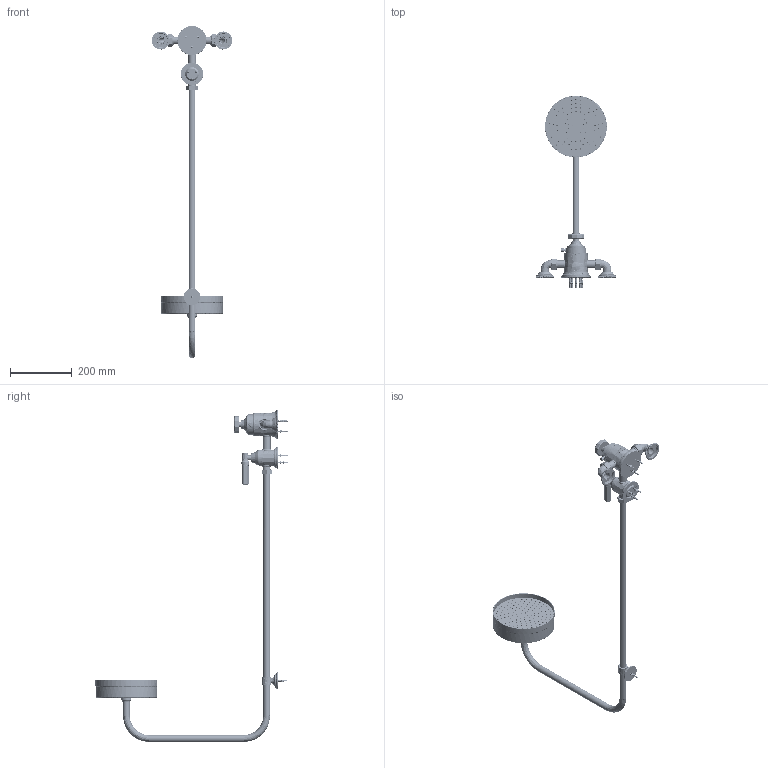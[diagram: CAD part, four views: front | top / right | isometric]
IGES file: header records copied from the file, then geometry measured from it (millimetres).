
Global section: file name: V6KA7DL; native system: Autodesk Inventor 2014; preprocessor: unknown; author: adaniels; date: 20131128.112204; units: millimetre
Bounding box: 260.6 x 625.1 x 1073.99 mm (x, y, z)
Volume: 2212928.3 mm3; surface area: 647545.9 mm2
Topology: 113 solids, 117 shells, 6199 faces, 16405 edges, 10813 vertices
Faces by surface type: bspline 6199
